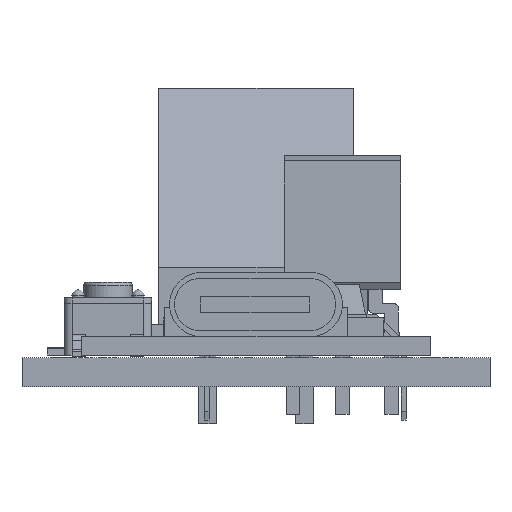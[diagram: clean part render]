
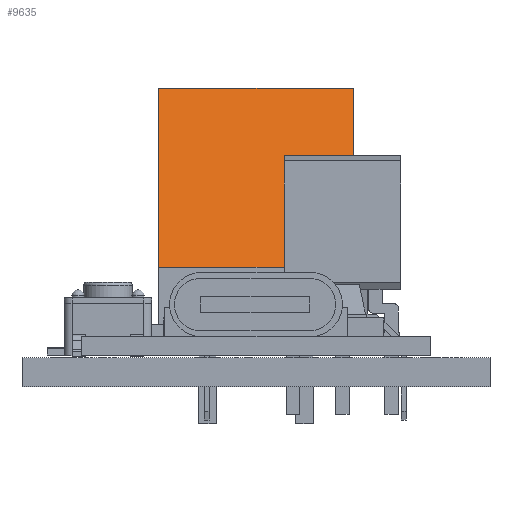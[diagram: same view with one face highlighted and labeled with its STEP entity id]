
A CAD part, front view. The second image highlights one B-rep face of the part: STEP entity #9635.
In plain terms, the highlighted face is planar.
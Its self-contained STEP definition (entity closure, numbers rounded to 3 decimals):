
#9533 = VERTEX_POINT('',#9534);
#9534 = CARTESIAN_POINT('',(-2.5,5.2,4.57));
#9540 = EDGE_CURVE('',#9541,#9533,#9543,.T.);
#9541 = VERTEX_POINT('',#9542);
#9542 = CARTESIAN_POINT('',(-2.5,2.2,13.8));
#9543 = LINE('',#9544,#9545);
#9544 = CARTESIAN_POINT('',(-2.5,2.2,13.8));
#9545 = VECTOR('',#9546,1.);
#9546 = DIRECTION('',(0.,0.309,-0.951));
#9594 = EDGE_CURVE('',#9541,#9595,#9597,.T.);
#9595 = VERTEX_POINT('',#9596);
#9596 = CARTESIAN_POINT('',(7.5,2.2,13.8));
#9597 = LINE('',#9598,#9599);
#9598 = CARTESIAN_POINT('',(-2.5,2.2,13.8));
#9599 = VECTOR('',#9600,1.);
#9600 = DIRECTION('',(1.,0.,0.));
#9635 = ADVANCED_FACE('',(#9636),#9654,.T.);
#9636 = FACE_BOUND('',#9637,.T.);
#9637 = EDGE_LOOP('',(#9638,#9639,#9647,#9653));
#9638 = ORIENTED_EDGE('',*,*,#9594,.T.);
#9639 = ORIENTED_EDGE('',*,*,#9640,.T.);
#9640 = EDGE_CURVE('',#9595,#9641,#9643,.T.);
#9641 = VERTEX_POINT('',#9642);
#9642 = CARTESIAN_POINT('',(7.5,5.2,4.57));
#9643 = LINE('',#9644,#9645);
#9644 = CARTESIAN_POINT('',(7.5,2.2,13.8));
#9645 = VECTOR('',#9646,1.);
#9646 = DIRECTION('',(0.,0.309,-0.951));
#9647 = ORIENTED_EDGE('',*,*,#9648,.F.);
#9648 = EDGE_CURVE('',#9533,#9641,#9649,.T.);
#9649 = LINE('',#9650,#9651);
#9650 = CARTESIAN_POINT('',(-2.5,5.2,4.57));
#9651 = VECTOR('',#9652,1.);
#9652 = DIRECTION('',(1.,0.,0.));
#9653 = ORIENTED_EDGE('',*,*,#9540,.F.);
#9654 = PLANE('',#9655);
#9655 = AXIS2_PLACEMENT_3D('',#9656,#9657,#9658);
#9656 = CARTESIAN_POINT('',(-2.5,2.2,13.8));
#9657 = DIRECTION('',(0.,0.951,0.309));
#9658 = DIRECTION('',(0.,0.309,-0.951));
